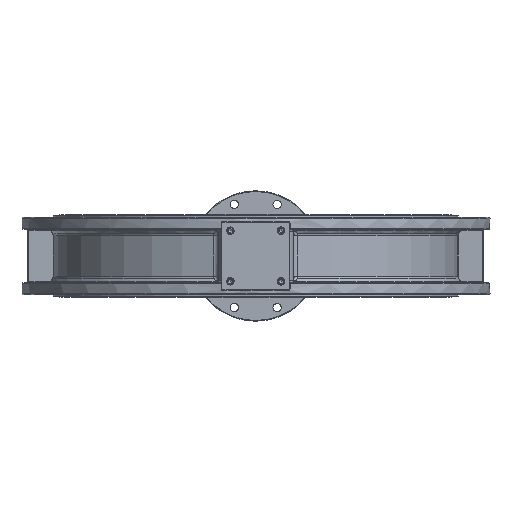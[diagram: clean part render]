
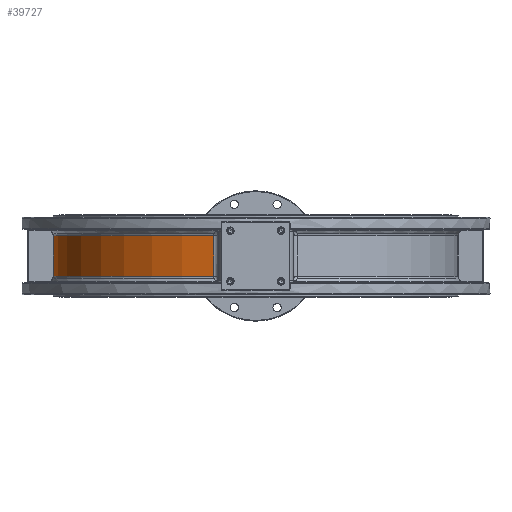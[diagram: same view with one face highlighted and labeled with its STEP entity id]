
A CAD part, front view. The second image highlights one B-rep face of the part: STEP entity #39727.
In plain terms, the highlighted cylindrical face has radius 539 mm (diameter 1078 mm), a partial arc.
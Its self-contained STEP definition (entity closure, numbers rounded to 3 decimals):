
#39053=CARTESIAN_POINT('',(-111.792,-527.279,-54.464));
#39054=VERTEX_POINT('',#39053);
#39075=CARTESIAN_POINT('',(-111.792,-527.279,54.464));
#39076=VERTEX_POINT('',#39075);
#39088=CARTESIAN_POINT('',(-111.792,-527.279,54.464));
#39089=DIRECTION('',(0.0,0.0,-1.0));
#39090=VECTOR('',#39089,108.928);
#39091=LINE('',#39088,#39090);
#39092=EDGE_CURVE('',#39076,#39054,#39091,.T.);
#39592=CARTESIAN_POINT('',(-538.734,-16.937,54.464));
#39593=VERTEX_POINT('',#39592);
#39603=CARTESIAN_POINT('',(0.0,0.0,54.464));
#39604=DIRECTION('',(0.0,0.0,1.0));
#39605=DIRECTION('',(-0.768,-0.64,0.0));
#39606=AXIS2_PLACEMENT_3D('',#39603,#39604,#39605);
#39607=CIRCLE('',#39606,539.0);
#39608=EDGE_CURVE('',#39593,#39076,#39607,.T.);
#39703=CARTESIAN_POINT('',(0.0,0.0,0.0));
#39704=DIRECTION('',(0.0,0.0,1.0));
#39705=DIRECTION('',(-1.0,0.0,0.0));
#39706=AXIS2_PLACEMENT_3D('',#39703,#39704,#39705);
#39707=CYLINDRICAL_SURFACE('',#39706,539.0);
#39708=CARTESIAN_POINT('',(-538.734,-16.937,-54.464));
#39709=VERTEX_POINT('',#39708);
#39710=CARTESIAN_POINT('',(-538.734,-16.937,-54.464));
#39711=DIRECTION('',(0.0,0.0,1.0));
#39712=VECTOR('',#39711,108.928);
#39713=LINE('',#39710,#39712);
#39714=EDGE_CURVE('',#39709,#39593,#39713,.T.);
#39715=ORIENTED_EDGE('',*,*,#39714,.F.);
#39716=CARTESIAN_POINT('',(0.0,0.0,-54.464));
#39717=DIRECTION('',(0.0,0.0,-1.0));
#39718=DIRECTION('',(-0.768,-0.64,0.0));
#39719=AXIS2_PLACEMENT_3D('',#39716,#39717,#39718);
#39720=CIRCLE('',#39719,539.0);
#39721=EDGE_CURVE('',#39054,#39709,#39720,.T.);
#39722=ORIENTED_EDGE('',*,*,#39721,.F.);
#39723=ORIENTED_EDGE('',*,*,#39092,.F.);
#39724=ORIENTED_EDGE('',*,*,#39608,.F.);
#39725=EDGE_LOOP('',(#39715,#39722,#39723,#39724));
#39726=FACE_OUTER_BOUND('',#39725,.T.);
#39727=ADVANCED_FACE('',(#39726),#39707,.T.);
